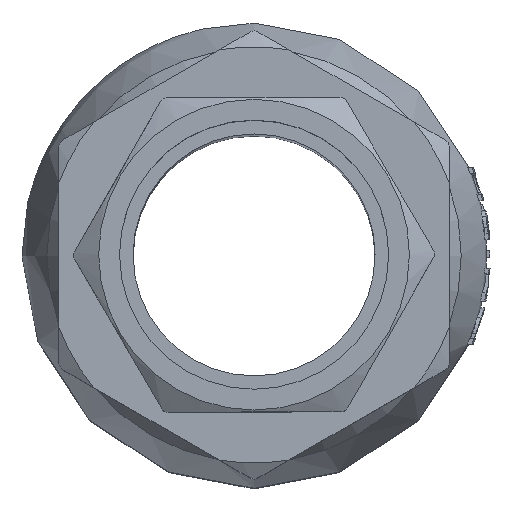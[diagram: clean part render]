
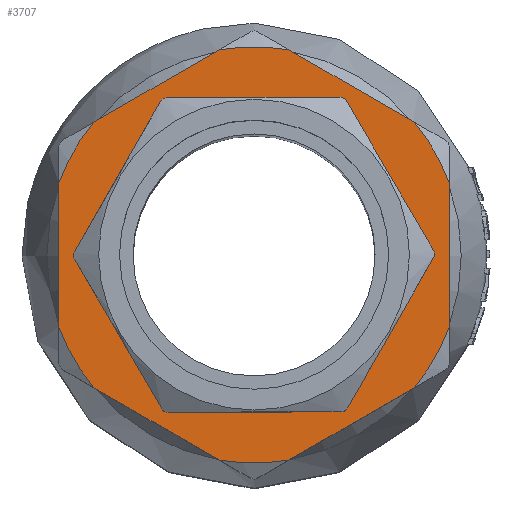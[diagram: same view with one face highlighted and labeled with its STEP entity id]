
A CAD part, top view. The second image highlights one B-rep face of the part: STEP entity #3707.
In plain terms, the highlighted planar face has unit normal (0, 0, 1).
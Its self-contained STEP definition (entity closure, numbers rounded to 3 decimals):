
#180=FACE_BOUND('',#1073,.T.);
#265=PLANE('',#4003);
#414=LINE('',#6975,#609);
#417=LINE('',#7009,#612);
#421=LINE('',#7061,#616);
#425=LINE('',#7109,#620);
#429=LINE('',#7157,#624);
#435=LINE('',#7304,#630);
#441=LINE('',#7319,#636);
#444=LINE('',#7327,#639);
#447=LINE('',#7335,#642);
#449=LINE('',#7341,#644);
#459=LINE('',#7427,#654);
#460=LINE('',#7428,#655);
#609=VECTOR('',#4515,10.);
#612=VECTOR('',#4522,10.);
#616=VECTOR('',#4534,10.);
#620=VECTOR('',#4546,10.);
#624=VECTOR('',#4558,10.);
#630=VECTOR('',#4584,10.);
#636=VECTOR('',#4600,10.);
#639=VECTOR('',#4609,10.);
#642=VECTOR('',#4618,10.);
#644=VECTOR('',#4626,10.);
#654=VECTOR('',#4734,10.);
#655=VECTOR('',#4735,10.);
#861=FACE_OUTER_BOUND('',#1072,.T.);
#1072=EDGE_LOOP('',(#3151,#3152,#3153,#3154,#3155,#3156,#3157,#3158,#3159,
#3160,#3161,#3162));
#1073=EDGE_LOOP('',(#3163,#3164,#3165,#3166,#3167,#3168,#3169,#3170,#3171,
#3172,#3173,#3174));
#1176=CIRCLE('',#3915,27.522);
#1177=CIRCLE('',#3920,27.522);
#1178=CIRCLE('',#3924,27.522);
#1179=CIRCLE('',#3928,27.522);
#1180=CIRCLE('',#3932,27.522);
#1181=CIRCLE('',#3935,27.522);
#1182=CIRCLE('',#3937,1.);
#1184=CIRCLE('',#3942,1.);
#1185=CIRCLE('',#3944,1.);
#1186=CIRCLE('',#3947,1.);
#1187=CIRCLE('',#3950,1.);
#1188=CIRCLE('',#3953,1.);
#1625=VERTEX_POINT('',#6949);
#1626=VERTEX_POINT('',#6953);
#1631=VERTEX_POINT('',#6971);
#1636=VERTEX_POINT('',#7004);
#1637=VERTEX_POINT('',#7008);
#1642=VERTEX_POINT('',#7026);
#1645=VERTEX_POINT('',#7056);
#1646=VERTEX_POINT('',#7060);
#1653=VERTEX_POINT('',#7104);
#1654=VERTEX_POINT('',#7108);
#1661=VERTEX_POINT('',#7152);
#1662=VERTEX_POINT('',#7156);
#1669=VERTEX_POINT('',#7211);
#1670=VERTEX_POINT('',#7213);
#1683=VERTEX_POINT('',#7303);
#1684=VERTEX_POINT('',#7307);
#1685=VERTEX_POINT('',#7311);
#1686=VERTEX_POINT('',#7313);
#1687=VERTEX_POINT('',#7317);
#1688=VERTEX_POINT('',#7321);
#1689=VERTEX_POINT('',#7325);
#1690=VERTEX_POINT('',#7329);
#1691=VERTEX_POINT('',#7333);
#1692=VERTEX_POINT('',#7337);
#2093=EDGE_CURVE('',#1626,#1625,#1176,.T.);
#2100=EDGE_CURVE('',#1625,#1631,#414,.T.);
#2106=EDGE_CURVE('',#1637,#1636,#417,.T.);
#2113=EDGE_CURVE('',#1636,#1642,#1177,.T.);
#2118=EDGE_CURVE('',#1646,#1645,#421,.T.);
#2124=EDGE_CURVE('',#1645,#1637,#1178,.T.);
#2129=EDGE_CURVE('',#1654,#1653,#425,.T.);
#2135=EDGE_CURVE('',#1653,#1646,#1179,.T.);
#2140=EDGE_CURVE('',#1662,#1661,#429,.T.);
#2146=EDGE_CURVE('',#1661,#1654,#1180,.T.);
#2149=EDGE_CURVE('',#1631,#1662,#1181,.T.);
#2152=EDGE_CURVE('',#1669,#1670,#1182,.F.);
#2168=EDGE_CURVE('',#1683,#1670,#435,.T.);
#2170=EDGE_CURVE('',#1683,#1684,#1184,.F.);
#2173=EDGE_CURVE('',#1685,#1686,#1185,.F.);
#2176=EDGE_CURVE('',#1685,#1687,#441,.T.);
#2178=EDGE_CURVE('',#1688,#1687,#1186,.F.);
#2180=EDGE_CURVE('',#1688,#1689,#444,.T.);
#2182=EDGE_CURVE('',#1690,#1689,#1187,.F.);
#2184=EDGE_CURVE('',#1690,#1691,#447,.T.);
#2186=EDGE_CURVE('',#1692,#1691,#1188,.F.);
#2187=EDGE_CURVE('',#1692,#1684,#449,.T.);
#2224=EDGE_CURVE('',#1642,#1626,#459,.T.);
#2225=EDGE_CURVE('',#1669,#1686,#460,.T.);
#3151=ORIENTED_EDGE('',*,*,#2135,.T.);
#3152=ORIENTED_EDGE('',*,*,#2118,.T.);
#3153=ORIENTED_EDGE('',*,*,#2124,.T.);
#3154=ORIENTED_EDGE('',*,*,#2106,.T.);
#3155=ORIENTED_EDGE('',*,*,#2113,.T.);
#3156=ORIENTED_EDGE('',*,*,#2224,.T.);
#3157=ORIENTED_EDGE('',*,*,#2093,.T.);
#3158=ORIENTED_EDGE('',*,*,#2100,.T.);
#3159=ORIENTED_EDGE('',*,*,#2149,.T.);
#3160=ORIENTED_EDGE('',*,*,#2140,.T.);
#3161=ORIENTED_EDGE('',*,*,#2146,.T.);
#3162=ORIENTED_EDGE('',*,*,#2129,.T.);
#3163=ORIENTED_EDGE('',*,*,#2187,.T.);
#3164=ORIENTED_EDGE('',*,*,#2170,.F.);
#3165=ORIENTED_EDGE('',*,*,#2168,.T.);
#3166=ORIENTED_EDGE('',*,*,#2152,.F.);
#3167=ORIENTED_EDGE('',*,*,#2225,.T.);
#3168=ORIENTED_EDGE('',*,*,#2173,.F.);
#3169=ORIENTED_EDGE('',*,*,#2176,.T.);
#3170=ORIENTED_EDGE('',*,*,#2178,.F.);
#3171=ORIENTED_EDGE('',*,*,#2180,.T.);
#3172=ORIENTED_EDGE('',*,*,#2182,.F.);
#3173=ORIENTED_EDGE('',*,*,#2184,.T.);
#3174=ORIENTED_EDGE('',*,*,#2186,.F.);
#3707=ADVANCED_FACE('',(#861,#180),#265,.T.);
#3915=AXIS2_PLACEMENT_3D('',#6954,#4509,#4510);
#3920=AXIS2_PLACEMENT_3D('',#7030,#4527,#4528);
#3924=AXIS2_PLACEMENT_3D('',#7078,#4539,#4540);
#3928=AXIS2_PLACEMENT_3D('',#7126,#4551,#4552);
#3932=AXIS2_PLACEMENT_3D('',#7174,#4563,#4564);
#3935=AXIS2_PLACEMENT_3D('',#7197,#4569,#4570);
#3937=AXIS2_PLACEMENT_3D('',#7214,#4574,#4575);
#3942=AXIS2_PLACEMENT_3D('',#7308,#4588,#4589);
#3944=AXIS2_PLACEMENT_3D('',#7314,#4594,#4595);
#3947=AXIS2_PLACEMENT_3D('',#7323,#4604,#4605);
#3950=AXIS2_PLACEMENT_3D('',#7331,#4613,#4614);
#3953=AXIS2_PLACEMENT_3D('',#7339,#4622,#4623);
#4003=AXIS2_PLACEMENT_3D('',#7426,#4732,#4733);
#4509=DIRECTION('center_axis',(0.,0.,1.));
#4510=DIRECTION('ref_axis',(0.,1.,0.));
#4515=DIRECTION('',(0.,1.,0.));
#4522=DIRECTION('',(0.866,-0.5,0.));
#4527=DIRECTION('center_axis',(0.,0.,1.));
#4528=DIRECTION('ref_axis',(0.,1.,0.));
#4534=DIRECTION('',(0.,-1.,0.));
#4539=DIRECTION('center_axis',(0.,0.,1.));
#4540=DIRECTION('ref_axis',(0.,1.,0.));
#4546=DIRECTION('',(-0.866,-0.5,0.));
#4551=DIRECTION('center_axis',(0.,0.,1.));
#4552=DIRECTION('ref_axis',(0.,1.,0.));
#4558=DIRECTION('',(-0.866,0.5,0.));
#4563=DIRECTION('center_axis',(0.,0.,1.));
#4564=DIRECTION('ref_axis',(0.,1.,0.));
#4569=DIRECTION('center_axis',(0.,0.,1.));
#4570=DIRECTION('ref_axis',(0.,1.,0.));
#4574=DIRECTION('center_axis',(0.,0.,-1.));
#4575=DIRECTION('ref_axis',(0.504,-0.864,0.));
#4584=DIRECTION('',(-0.496,-0.868,0.));
#4588=DIRECTION('center_axis',(0.,0.,-1.));
#4589=DIRECTION('ref_axis',(1.,0.005,0.));
#4594=DIRECTION('center_axis',(0.,0.,-1.));
#4595=DIRECTION('ref_axis',(-0.496,-0.868,0.));
#4600=DIRECTION('',(-0.504,0.864,0.));
#4604=DIRECTION('center_axis',(0.,0.,-1.));
#4605=DIRECTION('ref_axis',(-1.,-0.005,0.));
#4609=DIRECTION('',(0.496,0.868,0.));
#4613=DIRECTION('center_axis',(0.,0.,-1.));
#4614=DIRECTION('ref_axis',(-0.504,0.864,0.));
#4618=DIRECTION('',(1.,0.005,0.));
#4622=DIRECTION('center_axis',(0.,0.,-1.));
#4623=DIRECTION('ref_axis',(0.496,0.868,0.));
#4626=DIRECTION('',(0.504,-0.864,0.));
#4732=DIRECTION('center_axis',(0.,0.,1.));
#4733=DIRECTION('ref_axis',(1.,0.,0.));
#4734=DIRECTION('',(0.866,0.5,0.));
#4735=DIRECTION('',(-1.,-0.005,0.));
#6949=CARTESIAN_POINT('',(25.795,-9.594,82.));
#6953=CARTESIAN_POINT('',(21.206,-17.542,82.));
#6954=CARTESIAN_POINT('Origin',(0.,0.,82.));
#6971=CARTESIAN_POINT('',(25.795,9.594,82.));
#6975=CARTESIAN_POINT('',(25.795,-14.893,82.));
#7004=CARTESIAN_POINT('',(-4.589,-27.136,82.));
#7008=CARTESIAN_POINT('',(-21.206,-17.542,82.));
#7009=CARTESIAN_POINT('',(-25.795,-14.893,82.));
#7026=CARTESIAN_POINT('',(4.589,-27.136,82.));
#7030=CARTESIAN_POINT('Origin',(0.,0.,82.));
#7056=CARTESIAN_POINT('',(-25.795,-9.594,82.));
#7060=CARTESIAN_POINT('',(-25.795,9.594,82.));
#7061=CARTESIAN_POINT('',(-25.795,14.893,82.));
#7078=CARTESIAN_POINT('Origin',(0.,0.,82.));
#7104=CARTESIAN_POINT('',(-21.206,17.542,82.));
#7108=CARTESIAN_POINT('',(-4.589,27.136,82.));
#7109=CARTESIAN_POINT('',(0.,29.786,82.));
#7126=CARTESIAN_POINT('Origin',(0.,0.,82.));
#7152=CARTESIAN_POINT('',(4.589,27.136,82.));
#7156=CARTESIAN_POINT('',(21.206,17.542,82.));
#7157=CARTESIAN_POINT('',(25.795,14.893,82.));
#7174=CARTESIAN_POINT('Origin',(0.,0.,82.));
#7197=CARTESIAN_POINT('Origin',(0.,0.,82.));
#7211=CARTESIAN_POINT('',(11.523,-20.743,82.));
#7213=CARTESIAN_POINT('',(12.387,-20.239,82.));
#7214=CARTESIAN_POINT('Origin',(11.519,-19.743,82.));
#7303=CARTESIAN_POINT('',(23.725,-0.392,82.));
#7304=CARTESIAN_POINT('',(25.512,2.736,82.));
#7307=CARTESIAN_POINT('',(23.721,0.608,82.));
#7308=CARTESIAN_POINT('Origin',(22.857,0.104,82.));
#7311=CARTESIAN_POINT('',(-12.202,-20.351,82.));
#7313=CARTESIAN_POINT('',(-11.334,-20.847,82.));
#7314=CARTESIAN_POINT('Origin',(-11.339,-19.847,82.));
#7317=CARTESIAN_POINT('',(-23.721,-0.608,82.));
#7319=CARTESIAN_POINT('',(-19.462,-7.907,82.));
#7321=CARTESIAN_POINT('',(-23.725,0.392,82.));
#7323=CARTESIAN_POINT('Origin',(-22.857,-0.104,82.));
#7325=CARTESIAN_POINT('',(-12.387,20.239,82.));
#7327=CARTESIAN_POINT('',(-16.556,12.942,82.));
#7329=CARTESIAN_POINT('',(-11.523,20.743,82.));
#7331=CARTESIAN_POINT('Origin',(-11.519,19.743,82.));
#7333=CARTESIAN_POINT('',(11.334,20.847,82.));
#7335=CARTESIAN_POINT('',(-6.05,20.768,82.));
#7337=CARTESIAN_POINT('',(12.202,20.351,82.));
#7339=CARTESIAN_POINT('Origin',(11.339,19.847,82.));
#7341=CARTESIAN_POINT('',(10.411,23.421,82.));
#7426=CARTESIAN_POINT('Origin',(0.,20.795,82.));
#7427=CARTESIAN_POINT('',(0.,-29.786,82.));
#7428=CARTESIAN_POINT('',(6.145,-20.767,82.));
